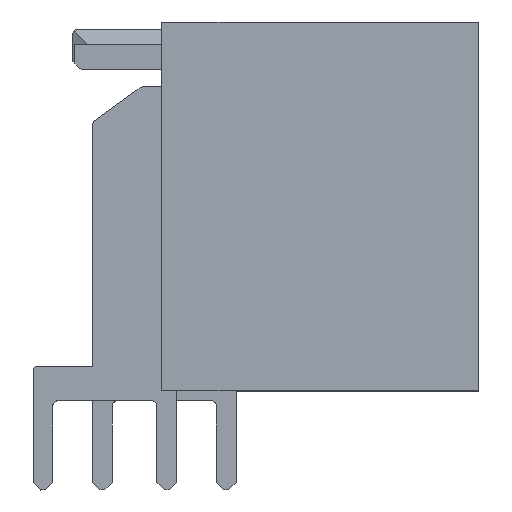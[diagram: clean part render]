
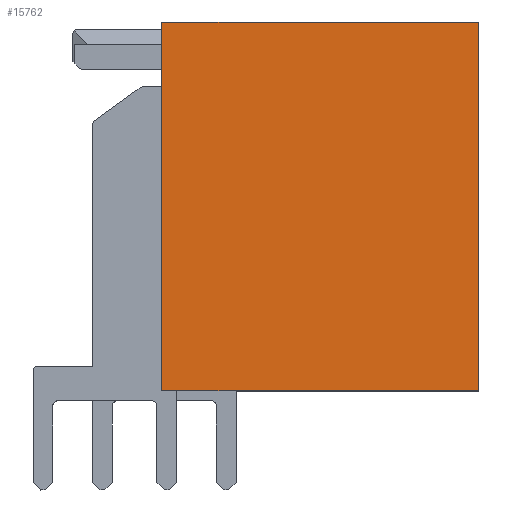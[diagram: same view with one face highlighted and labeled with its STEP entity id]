
A CAD part, front view. The second image highlights one B-rep face of the part: STEP entity #15762.
In plain terms, the highlighted planar face has unit normal (0, -1, 0).
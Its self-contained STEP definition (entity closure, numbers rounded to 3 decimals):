
#1499=ORIENTED_EDGE('',*,*,#5959,.F.);
#1500=ORIENTED_EDGE('',*,*,#5623,.F.);
#1501=ORIENTED_EDGE('',*,*,#5960,.F.);
#1502=ORIENTED_EDGE('',*,*,#5961,.F.);
#5623=EDGE_CURVE('',#7882,#7883,#9454,.T.);
#5959=EDGE_CURVE('',#7883,#8117,#9790,.T.);
#5960=EDGE_CURVE('',#8118,#7882,#9791,.T.);
#5961=EDGE_CURVE('',#8117,#8118,#9792,.T.);
#7882=VERTEX_POINT('',#22897);
#7883=VERTEX_POINT('',#22899);
#8117=VERTEX_POINT('',#23511);
#8118=VERTEX_POINT('',#23513);
#9454=LINE('',#22898,#11693);
#9790=LINE('',#23510,#12029);
#9791=LINE('',#23512,#12030);
#9792=LINE('',#23514,#12031);
#11693=VECTOR('',#18282,1000.);
#12029=VECTOR('',#18702,1000.);
#12030=VECTOR('',#18703,1000.);
#12031=VECTOR('',#18704,1000.);
#13362=EDGE_LOOP('',(#1499,#1500,#1501,#1502));
#14201=FACE_BOUND('',#13362,.T.);
#15014=PLANE('',#16618);
#15762=ADVANCED_FACE('',(#14201),#15014,.F.);
#16618=AXIS2_PLACEMENT_3D('',#23509,#18700,#18701);
#18282=DIRECTION('',(1.,0.,0.));
#18700=DIRECTION('',(0.,1.,0.));
#18701=DIRECTION('',(0.,0.,1.));
#18702=DIRECTION('',(0.,0.,-1.));
#18703=DIRECTION('',(0.,0.,1.));
#18704=DIRECTION('',(-1.,0.,0.));
#22897=CARTESIAN_POINT('',(-7.45,0.,6.4));
#22898=CARTESIAN_POINT('',(-7.45,0.,6.4));
#22899=CARTESIAN_POINT('',(7.45,0.,6.4));
#23509=CARTESIAN_POINT('',(0.,0.,0.));
#23510=CARTESIAN_POINT('',(7.45,0.,6.4));
#23511=CARTESIAN_POINT('',(7.45,0.,-6.4));
#23512=CARTESIAN_POINT('',(-7.45,0.,-6.4));
#23513=CARTESIAN_POINT('',(-7.45,0.,-6.4));
#23514=CARTESIAN_POINT('',(7.45,0.,-6.4));
